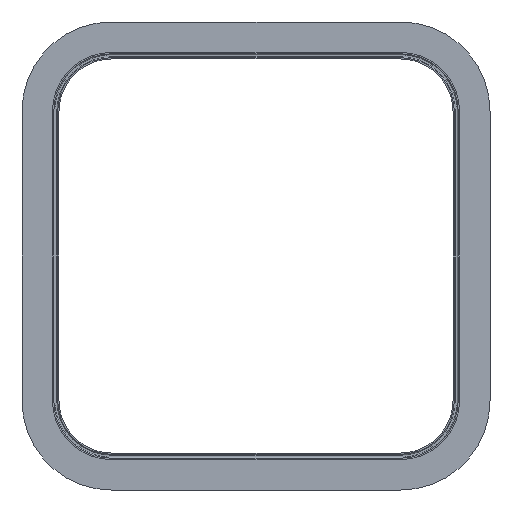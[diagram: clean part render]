
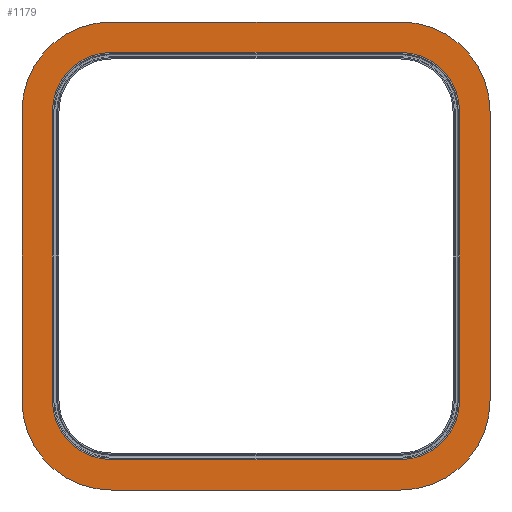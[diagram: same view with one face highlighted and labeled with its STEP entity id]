
A CAD part, front view. The second image highlights one B-rep face of the part: STEP entity #1179.
In plain terms, the highlighted planar face has unit normal (0, -1, 0).
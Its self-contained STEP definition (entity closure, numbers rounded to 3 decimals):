
#18=FACE_BOUND('',#232,.T.);
#84=CIRCLE('',#1300,27.);
#85=CIRCLE('',#1303,27.);
#86=CIRCLE('',#1306,27.);
#87=CIRCLE('',#1309,27.);
#88=CIRCLE('',#1311,40.9);
#89=CIRCLE('',#1312,40.9);
#90=CIRCLE('',#1313,40.9);
#91=CIRCLE('',#1314,40.9);
#159=FACE_OUTER_BOUND('',#231,.T.);
#231=EDGE_LOOP('',(#1007,#1008,#1009,#1010,#1011,#1012,#1013,#1014));
#232=EDGE_LOOP('',(#1015,#1016,#1017,#1018,#1019,#1020,#1021,#1022));
#336=LINE('',#1960,#452);
#340=LINE('',#1969,#456);
#343=LINE('',#1977,#459);
#346=LINE('',#1985,#462);
#348=LINE('',#1994,#464);
#349=LINE('',#1998,#465);
#350=LINE('',#2002,#466);
#351=LINE('',#2005,#467);
#452=VECTOR('',#1603,10.);
#456=VECTOR('',#1613,10.);
#459=VECTOR('',#1622,10.);
#462=VECTOR('',#1631,10.);
#464=VECTOR('',#1641,10.);
#465=VECTOR('',#1644,10.);
#466=VECTOR('',#1647,10.);
#467=VECTOR('',#1650,10.);
#567=VERTEX_POINT('',#1958);
#568=VERTEX_POINT('',#1959);
#569=VERTEX_POINT('',#1964);
#570=VERTEX_POINT('',#1968);
#571=VERTEX_POINT('',#1972);
#572=VERTEX_POINT('',#1976);
#573=VERTEX_POINT('',#1980);
#574=VERTEX_POINT('',#1984);
#575=VERTEX_POINT('',#1990);
#576=VERTEX_POINT('',#1991);
#577=VERTEX_POINT('',#1993);
#578=VERTEX_POINT('',#1995);
#579=VERTEX_POINT('',#1997);
#580=VERTEX_POINT('',#1999);
#581=VERTEX_POINT('',#2001);
#582=VERTEX_POINT('',#2003);
#716=EDGE_CURVE('',#567,#568,#336,.T.);
#719=EDGE_CURVE('',#568,#569,#84,.T.);
#721=EDGE_CURVE('',#569,#570,#340,.T.);
#723=EDGE_CURVE('',#570,#571,#85,.T.);
#725=EDGE_CURVE('',#571,#572,#343,.T.);
#727=EDGE_CURVE('',#572,#573,#86,.T.);
#729=EDGE_CURVE('',#573,#574,#346,.T.);
#731=EDGE_CURVE('',#574,#567,#87,.T.);
#732=EDGE_CURVE('',#575,#576,#88,.T.);
#733=EDGE_CURVE('',#576,#577,#348,.T.);
#734=EDGE_CURVE('',#577,#578,#89,.T.);
#735=EDGE_CURVE('',#578,#579,#349,.T.);
#736=EDGE_CURVE('',#579,#580,#90,.T.);
#737=EDGE_CURVE('',#580,#581,#350,.T.);
#738=EDGE_CURVE('',#581,#582,#91,.T.);
#739=EDGE_CURVE('',#582,#575,#351,.T.);
#1007=ORIENTED_EDGE('',*,*,#732,.T.);
#1008=ORIENTED_EDGE('',*,*,#733,.T.);
#1009=ORIENTED_EDGE('',*,*,#734,.T.);
#1010=ORIENTED_EDGE('',*,*,#735,.T.);
#1011=ORIENTED_EDGE('',*,*,#736,.T.);
#1012=ORIENTED_EDGE('',*,*,#737,.T.);
#1013=ORIENTED_EDGE('',*,*,#738,.T.);
#1014=ORIENTED_EDGE('',*,*,#739,.T.);
#1015=ORIENTED_EDGE('',*,*,#716,.T.);
#1016=ORIENTED_EDGE('',*,*,#719,.T.);
#1017=ORIENTED_EDGE('',*,*,#721,.T.);
#1018=ORIENTED_EDGE('',*,*,#723,.T.);
#1019=ORIENTED_EDGE('',*,*,#725,.T.);
#1020=ORIENTED_EDGE('',*,*,#727,.T.);
#1021=ORIENTED_EDGE('',*,*,#729,.T.);
#1022=ORIENTED_EDGE('',*,*,#731,.T.);
#1116=PLANE('',#1310);
#1179=ADVANCED_FACE('',(#159,#18),#1116,.F.);
#1300=AXIS2_PLACEMENT_3D('',#1965,#1608,#1609);
#1303=AXIS2_PLACEMENT_3D('',#1973,#1617,#1618);
#1306=AXIS2_PLACEMENT_3D('',#1981,#1626,#1627);
#1309=AXIS2_PLACEMENT_3D('',#1988,#1635,#1636);
#1310=AXIS2_PLACEMENT_3D('',#1989,#1637,#1638);
#1311=AXIS2_PLACEMENT_3D('',#1992,#1639,#1640);
#1312=AXIS2_PLACEMENT_3D('',#1996,#1642,#1643);
#1313=AXIS2_PLACEMENT_3D('',#2000,#1645,#1646);
#1314=AXIS2_PLACEMENT_3D('',#2004,#1648,#1649);
#1603=DIRECTION('',(0.,0.,-1.));
#1608=DIRECTION('center_axis',(0.,1.,0.));
#1609=DIRECTION('ref_axis',(0.,0.,-1.));
#1613=DIRECTION('',(-1.,0.,0.));
#1617=DIRECTION('center_axis',(0.,1.,0.));
#1618=DIRECTION('ref_axis',(-1.,0.,0.));
#1622=DIRECTION('',(0.,0.,1.));
#1626=DIRECTION('center_axis',(0.,1.,0.));
#1627=DIRECTION('ref_axis',(0.,0.,1.));
#1631=DIRECTION('',(1.,0.,0.));
#1635=DIRECTION('center_axis',(0.,1.,0.));
#1636=DIRECTION('ref_axis',(1.,0.,0.));
#1637=DIRECTION('center_axis',(0.,1.,0.));
#1638=DIRECTION('ref_axis',(-1.,0.,0.));
#1639=DIRECTION('center_axis',(0.,-1.,0.));
#1640=DIRECTION('ref_axis',(0.,0.,1.));
#1641=DIRECTION('',(-1.,0.,0.));
#1642=DIRECTION('center_axis',(0.,-1.,0.));
#1643=DIRECTION('ref_axis',(-1.,0.,0.));
#1644=DIRECTION('',(0.,0.,-1.));
#1645=DIRECTION('center_axis',(0.,-1.,0.));
#1646=DIRECTION('ref_axis',(0.,0.,-1.));
#1647=DIRECTION('',(1.,0.,0.));
#1648=DIRECTION('center_axis',(0.,-1.,0.));
#1649=DIRECTION('ref_axis',(1.,0.,0.));
#1650=DIRECTION('',(0.,0.,1.));
#1958=CARTESIAN_POINT('',(93.,67.,66.));
#1959=CARTESIAN_POINT('',(93.,67.,-66.));
#1960=CARTESIAN_POINT('',(93.,67.,-33.));
#1964=CARTESIAN_POINT('',(66.,67.,-93.));
#1965=CARTESIAN_POINT('Origin',(66.,67.,-66.));
#1968=CARTESIAN_POINT('',(-66.,67.,-93.));
#1969=CARTESIAN_POINT('',(-33.,67.,-93.));
#1972=CARTESIAN_POINT('',(-93.,67.,-66.));
#1973=CARTESIAN_POINT('Origin',(-66.,67.,-66.));
#1976=CARTESIAN_POINT('',(-93.,67.,66.));
#1977=CARTESIAN_POINT('',(-93.,67.,33.));
#1980=CARTESIAN_POINT('',(-66.,67.,93.));
#1981=CARTESIAN_POINT('Origin',(-66.,67.,66.));
#1984=CARTESIAN_POINT('',(66.,67.,93.));
#1985=CARTESIAN_POINT('',(33.,67.,93.));
#1988=CARTESIAN_POINT('Origin',(66.,67.,66.));
#1989=CARTESIAN_POINT('Origin',(0.,67.,0.));
#1990=CARTESIAN_POINT('',(106.9,67.,66.));
#1991=CARTESIAN_POINT('',(66.,67.,106.9));
#1992=CARTESIAN_POINT('Origin',(66.,67.,66.));
#1993=CARTESIAN_POINT('',(-66.,67.,106.9));
#1994=CARTESIAN_POINT('',(66.,67.,106.9));
#1995=CARTESIAN_POINT('',(-106.9,67.,66.));
#1996=CARTESIAN_POINT('Origin',(-66.,67.,66.));
#1997=CARTESIAN_POINT('',(-106.9,67.,-66.));
#1998=CARTESIAN_POINT('',(-106.9,67.,66.));
#1999=CARTESIAN_POINT('',(-66.,67.,-106.9));
#2000=CARTESIAN_POINT('Origin',(-66.,67.,-66.));
#2001=CARTESIAN_POINT('',(66.,67.,-106.9));
#2002=CARTESIAN_POINT('',(-66.,67.,-106.9));
#2003=CARTESIAN_POINT('',(106.9,67.,-66.));
#2004=CARTESIAN_POINT('Origin',(66.,67.,-66.));
#2005=CARTESIAN_POINT('',(106.9,67.,-66.));
